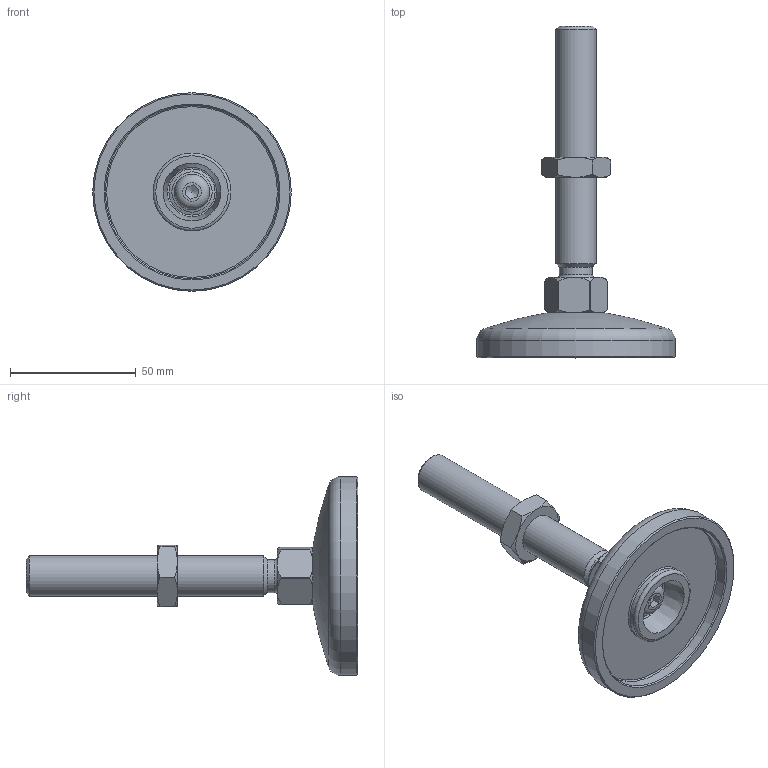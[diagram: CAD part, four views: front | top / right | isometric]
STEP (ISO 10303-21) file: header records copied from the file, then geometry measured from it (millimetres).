
FILE_DESCRIPTION(/* description */ (''),/* implementation_level */ '2;1');
FILE_NAME(/* name */ '22669_KriTec_Stellfuss_VA_80_M16x100_verschraubt.stp',/* time_stamp */ '2015-01-12T16:12:29+01:00',/* author */ ('kostic'),/* organization */ (''),/* preprocessor_version */ 'ST-DEVELOPER v15.2',/* originating_system */ 'Autodesk Inventor 2014',/* authorisation */ '');
FILE_SCHEMA (('AUTOMOTIVE_DESIGN { 1 0 10303 214 3 1 1 }'));
Length unit declared in the file: millimetre
Products named in the file (6): 22669_KriTec_Fussteller_VA_80_Edelstahl; 22669_KriTec_Gewindestange_M16x100_VA_Edelstahl; Mutter M16_DIN439_rostfrei; ISO 7380 - M8 x 20; DIN 125 - A 8,4; 22669_KriTec_Stellfuss_VA_80_M16x100_verschraubt
Bounding box: 79 x 132.02 x 79 mm (x, y, z)
Volume: 79824.1 mm3; surface area: 24424.3 mm2
Topology: 5 solids, 5 shells, 90 faces, 207 edges, 131 vertices
Faces by surface type: cone 31, plane 30, cylinder 18, torus 8, sphere 2, bspline 1
Full cylindrical faces by diameter (mm): 6.8 x1, 8 x1, 8.4 x1, 13.2 x1, 14 x2, 16 x3, 30 x1, 69 x1, 79 x1
Entity records: 2447 total; most frequent: CARTESIAN_POINT 490, DIRECTION 398, ORIENTED_EDGE 320, AXIS2_PLACEMENT_3D 181, EDGE_CURVE 160, EDGE_LOOP 133, VERTEX_POINT 117, ADVANCED_FACE 90
